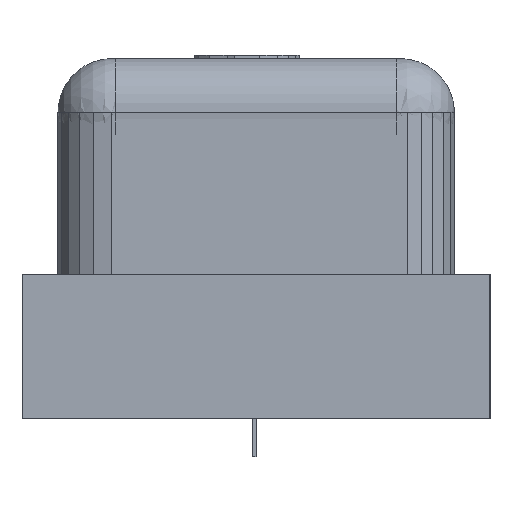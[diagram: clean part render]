
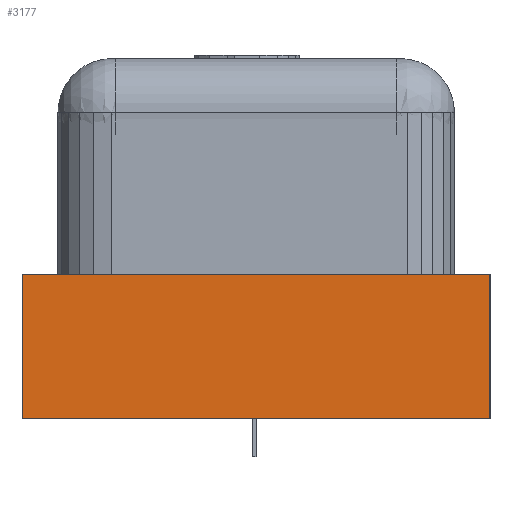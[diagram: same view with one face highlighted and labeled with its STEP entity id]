
A CAD part, left-side view. The second image highlights one B-rep face of the part: STEP entity #3177.
In plain terms, the highlighted planar face has unit normal (-1, 0, 0).
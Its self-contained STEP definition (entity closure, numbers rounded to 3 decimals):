
#2993 = VERTEX_POINT ( 'NONE', #4306 ) ;
#2994 = VERTEX_POINT ( 'NONE', #4305 ) ;
#2995 = VERTEX_POINT ( 'NONE', #4304 ) ;
#2996 = EDGE_CURVE ( 'NONE', #2995, #2994, #4303, .T. ) ;
#2997 = ORIENTED_EDGE ( 'NONE', *, *, #2996, .F. ) ;
#3072 = ORIENTED_EDGE ( 'NONE', *, *, #3073, .F. ) ;
#3073 = EDGE_CURVE ( 'NONE', #3166, #2993, #4511, .T. ) ;
#3074 = EDGE_CURVE ( 'NONE', #2995, #2993, #4507, .T. ) ;
#3162 = EDGE_CURVE ( 'NONE', #2994, #3166, #4682, .T. ) ;
#3165 = ORIENTED_EDGE ( 'NONE', *, *, #3074, .T. ) ;
#3166 = VERTEX_POINT ( 'NONE', #4672 ) ;
#3167 = ORIENTED_EDGE ( 'NONE', *, *, #3162, .F. ) ;
#3177 = ADVANCED_FACE ( 'NONE', ( #4666 ), #4665, .T. ) ;
#3217 = EDGE_LOOP ( 'NONE', ( #2997, #3165, #3072, #3167 ) ) ;
#4300 = DIRECTION ( 'NONE',  ( 0., 0., 1. ) ) ;
#4301 = VECTOR ( 'NONE', #4300, 1000. ) ;
#4302 = CARTESIAN_POINT ( 'NONE',  ( -0.175, 0.65, 0. ) ) ;
#4303 = LINE ( 'NONE', #4302, #4301 ) ;
#4304 = CARTESIAN_POINT ( 'NONE',  ( -0.175, 0.65, 0. ) ) ;
#4305 = CARTESIAN_POINT ( 'NONE',  ( -0.175, 0.65, 0.4 ) ) ;
#4306 = CARTESIAN_POINT ( 'NONE',  ( -0.175, -0.65, 0. ) ) ;
#4504 = DIRECTION ( 'NONE',  ( 0., -1., 0. ) ) ;
#4505 = VECTOR ( 'NONE', #4504, 1000. ) ;
#4506 = CARTESIAN_POINT ( 'NONE',  ( -0.175, 0.65, 0. ) ) ;
#4507 = LINE ( 'NONE', #4506, #4505 ) ;
#4508 = DIRECTION ( 'NONE',  ( 0., 0., -1. ) ) ;
#4509 = VECTOR ( 'NONE', #4508, 1000. ) ;
#4510 = CARTESIAN_POINT ( 'NONE',  ( -0.175, -0.65, 0. ) ) ;
#4511 = LINE ( 'NONE', #4510, #4509 ) ;
#4661 = DIRECTION ( 'NONE',  ( 0., 0., 1. ) ) ;
#4662 = DIRECTION ( 'NONE',  ( -1., 0., 0. ) ) ;
#4663 = CARTESIAN_POINT ( 'NONE',  ( -0.175, -0.65, 0. ) ) ;
#4664 = AXIS2_PLACEMENT_3D ( 'NONE', #4663, #4662, #4661 ) ;
#4665 = PLANE ( 'NONE',  #4664 ) ;
#4666 = FACE_OUTER_BOUND ( 'NONE', #3217, .T. ) ;
#4672 = CARTESIAN_POINT ( 'NONE',  ( -0.175, -0.65, 0.4 ) ) ;
#4679 = DIRECTION ( 'NONE',  ( 0., -1., 0. ) ) ;
#4680 = VECTOR ( 'NONE', #4679, 1000. ) ;
#4681 = CARTESIAN_POINT ( 'NONE',  ( -0.175, 0.65, 0.4 ) ) ;
#4682 = LINE ( 'NONE', #4681, #4680 ) ;
